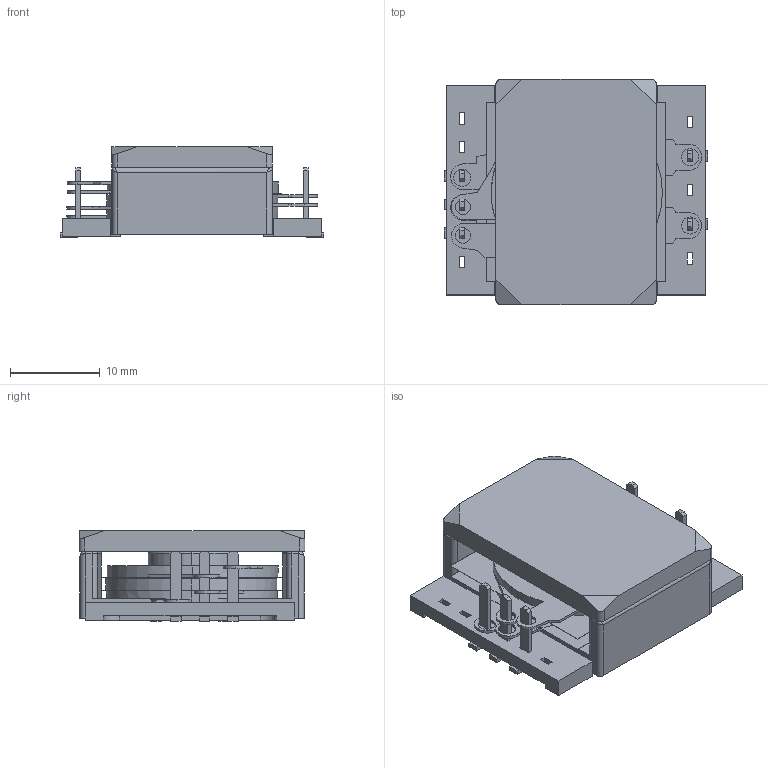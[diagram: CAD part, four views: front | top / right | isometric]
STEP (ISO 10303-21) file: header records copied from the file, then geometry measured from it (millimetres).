
FILE_DESCRIPTION(('STEP AP214'),'1');
FILE_NAME('T_Wurth_WE-PLN-ERI25-1449.step','2025-04-10T03:29:28',(' '),('ANSOFT Corporation'),'Spatial InterOp 3D',' ',' ');
FILE_SCHEMA(('AUTOMOTIVE_DESIGN { 1 0 10303 214 1 1 1 1 }'));
Length unit declared in the file: millimetre
Products named in the file (1): BossExtrude3
Bounding box: 29.4 x 25.2 x 10.15 mm (x, y, z)
Volume: 4107.6 mm3; surface area: 6743.6 mm2
Topology: 14 solids, 14 shells, 331 faces, 880 edges, 574 vertices
Faces by surface type: plane 222, cylinder 95, torus 10, bspline 4
Entity records: 17645 total; most frequent: CARTESIAN_POINT 2043, ORIENTED_EDGE 1752, DIRECTION 1724, STYLED_ITEM 1221, PRESENTATION_STYLE_ASSIGNMENT 1221, COLOUR_RGB 1221, EDGE_CURVE 876, CURVE_STYLE 876
